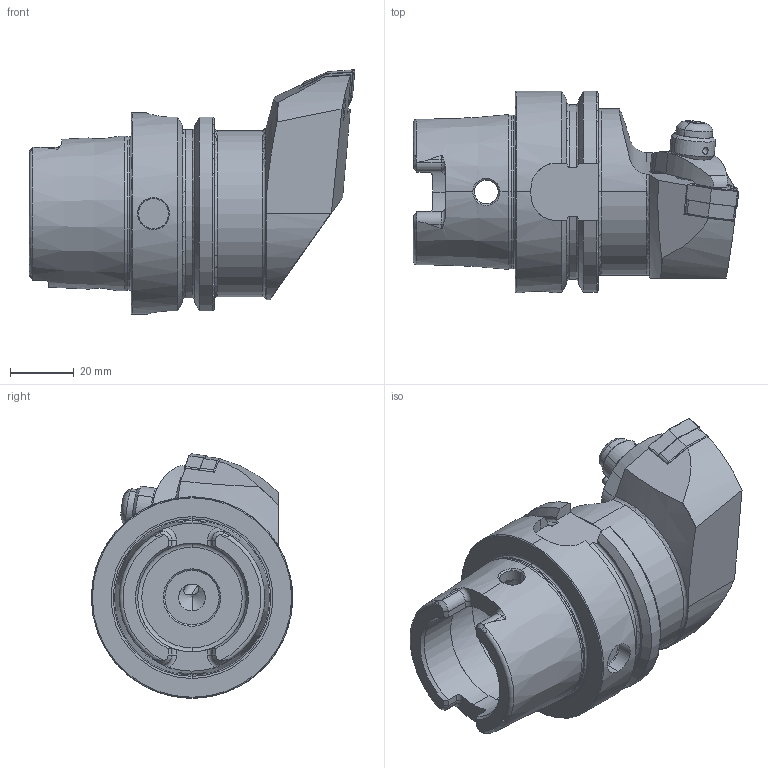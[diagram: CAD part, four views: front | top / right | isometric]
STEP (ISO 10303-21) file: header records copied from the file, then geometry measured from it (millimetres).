
FILE_DESCRIPTION (( 'STEP AP214' ), '1' );
FILE_NAME ('HA6.KWE.LLA.070.STEP', '2023-09-15T11:48:52', ( '' ), ( '' ), 'SwSTEP 2.0', 'SolidWorks 2017', '' );
FILE_SCHEMA (( 'AUTOMOTIVE_DESIGN' ));
Length unit declared in the file: millimetre
Products named in the file (11): WCC-ER2.001.010_A; HA6.KWE.LLA.070; WWE-ER2.101.004_A; WCC-ER5.102.005_A; WCC-ER3.102.024_C; WCC-ER5.102.012_B; KVT_MB_600_050; HA6-KWE.LLA.070_D; WCC-ER4.103.032_A; ISO 13337 - 3 x 12_PreviewCfg; WNMG080404
Assembly tree (10 placements, depth 2):
  HA6.KWE.LLA.070
    HA6-KWE.LLA.070_D
    WWE-ER2.101.004_A
    WCC-ER2.001.010_A
    WNMG080404
    WCC-ER3.102.024_C
    WCC-ER5.102.012_B
    WCC-ER5.102.005_A
    WCC-ER4.103.032_A
    KVT_MB_600_050
    ISO 13337 - 3 x 12_PreviewCfg
Bounding box: 101.9 x 63 x 76.5 mm (x, y, z)
Volume: 151982.6 mm3; surface area: 35455.8 mm2
Topology: 11 solids, 11 shells, 482 faces, 1206 edges, 732 vertices
Faces by surface type: cylinder 153, plane 135, cone 108, torus 61, bspline 23, sphere 2
Entity records: 18064 total; most frequent: CARTESIAN_POINT 5251, ORIENTED_EDGE 2370, DIRECTION 2299, EDGE_CURVE 1185, AXIS2_PLACEMENT_3D 915, VERTEX_POINT 729, EDGE_LOOP 510, ADVANCED_FACE 482
